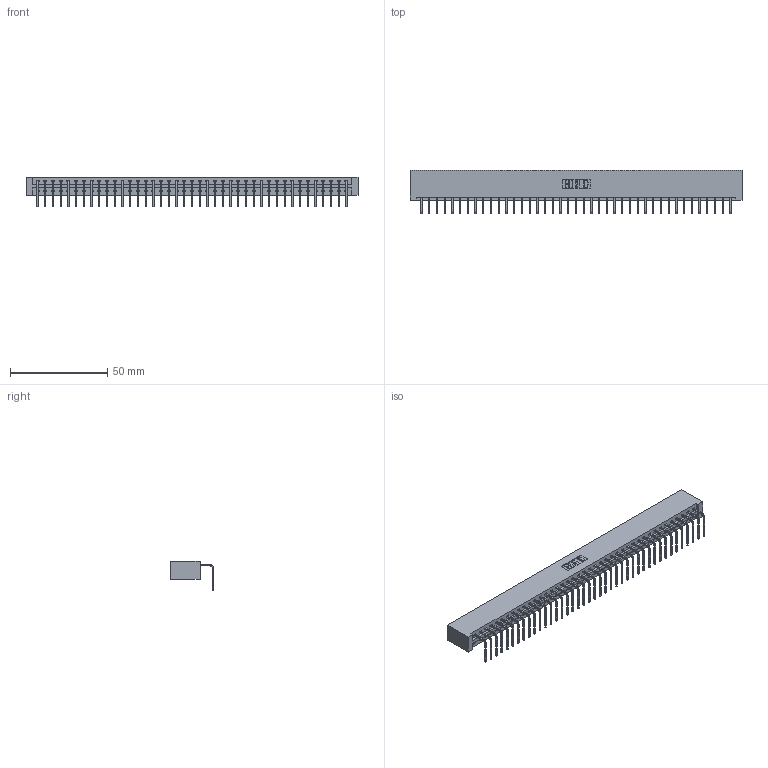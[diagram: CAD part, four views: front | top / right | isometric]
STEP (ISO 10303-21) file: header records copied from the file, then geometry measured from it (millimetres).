
FILE_DESCRIPTION (( 'STEP AP203' ), '1' );
FILE_NAME ('337-041-558-101.STEP', '2018-08-08T22:19:59', ( '' ), ( '' ), 'SwSTEP 2.0', 'SolidWorks 2016', '' );
FILE_SCHEMA (( 'CONFIG_CONTROL_DESIGN' ));
Length unit declared in the file: inch
Products named in the file (3): 337 Part_No Mounting Lugs; 345-292-001_558 Tail - 2; 337-041-558-101
Assembly tree (42 placements, depth 2):
  337-041-558-101
    337 Part_No Mounting Lugs
    345-292-001_558 Tail - 2  x41
Bounding box: 170.33 x 22.17 x 15.37 mm (x, y, z)
Volume: 18566 mm3; surface area: 20000.3 mm2
Topology: 42 solids, 42 shells, 2730 faces, 8241 edges, 5438 vertices
Faces by surface type: plane 2034, cylinder 696
Entity records: 30413 total; most frequent: CARTESIAN_POINT 5305, ORIENTED_EDGE 5282, DIRECTION 4459, EDGE_CURVE 2641, LINE 2521, VECTOR 2521, VERTEX_POINT 1758, AXIS2_PLACEMENT_3D 969
